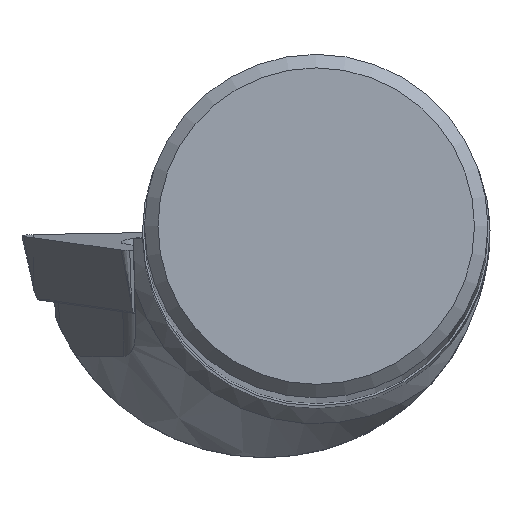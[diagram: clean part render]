
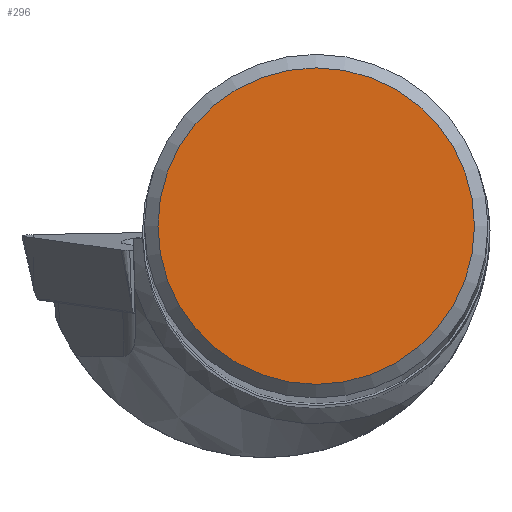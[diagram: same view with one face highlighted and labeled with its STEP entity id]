
A CAD part, top view. The second image highlights one B-rep face of the part: STEP entity #296.
In plain terms, the highlighted planar face has unit normal (0, 0, 1).
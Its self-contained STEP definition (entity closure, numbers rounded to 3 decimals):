
#119=PLANE('',#924);
#145=FACE_OUTER_BOUND('',#388,.T.);
#296=ADVANCED_FACE('',(#145),#119,.F.);
#388=EDGE_LOOP('',(#455));
#455=ORIENTED_EDGE('',*,*,#726,.F.);
#654=VERTEX_POINT('',#1269);
#726=EDGE_CURVE('',#654,#654,#824,.T.);
#824=CIRCLE('',#923,5.85);
#923=AXIS2_PLACEMENT_3D('',#1268,#1029,#1030);
#924=AXIS2_PLACEMENT_3D('',#1270,#1031,#1032);
#1029=DIRECTION('',(0.,0.,-1.));
#1030=DIRECTION('',(0.,-1.,0.));
#1031=DIRECTION('',(0.,0.,-1.));
#1032=DIRECTION('',(0.,-1.,0.));
#1268=CARTESIAN_POINT('',(0.,0.,0.));
#1269=CARTESIAN_POINT('',(0.,-5.85,0.));
#1270=CARTESIAN_POINT('',(0.,0.,0.));
